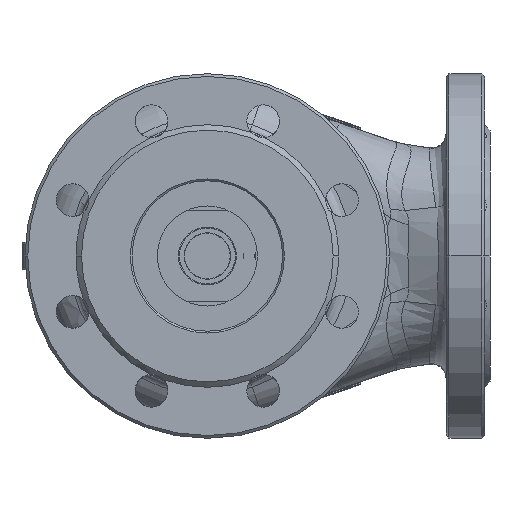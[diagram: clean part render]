
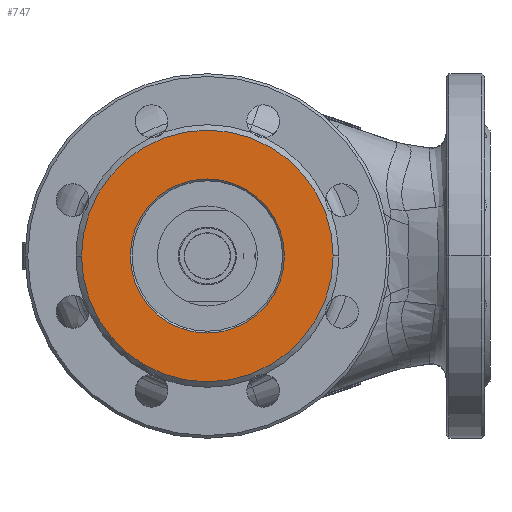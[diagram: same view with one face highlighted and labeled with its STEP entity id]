
A CAD part, front view. The second image highlights one B-rep face of the part: STEP entity #747.
In plain terms, the highlighted planar face has unit normal (0, -1, 0).
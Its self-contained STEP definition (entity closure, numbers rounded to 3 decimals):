
#442 = DIRECTION ( 'NONE',  ( -1., 0., 0. ) ) ;
#747 = ADVANCED_FACE ( 'NONE', ( #45574, #67117 ), #51933, .F. ) ;
#1315 = EDGE_CURVE ( 'NONE', #80017, #19248, #39176, .T. ) ;
#3076 = CARTESIAN_POINT ( 'NONE',  ( 69., -99.4, 0. ) ) ;
#3144 = DIRECTION ( 'NONE',  ( 0., 1., 0. ) ) ;
#3490 = DIRECTION ( 'NONE',  ( -1., 0., 0. ) ) ;
#7515 = CARTESIAN_POINT ( 'NONE',  ( 0., -99.4, 42.25 ) ) ;
#19248 = VERTEX_POINT ( 'NONE', #7515 ) ;
#19341 = CARTESIAN_POINT ( 'NONE',  ( 0., -99.4, 0. ) ) ;
#21529 = CARTESIAN_POINT ( 'NONE',  ( 0., -99.4, 0. ) ) ;
#27437 = DIRECTION ( 'NONE',  ( 0., 0., -1. ) ) ;
#27557 = EDGE_LOOP ( 'NONE', ( #77741, #76652 ) ) ;
#29636 = DIRECTION ( 'NONE',  ( 0., 0., -1. ) ) ;
#30444 = EDGE_CURVE ( 'NONE', #19248, #80017, #57109, .T. ) ;
#31102 = AXIS2_PLACEMENT_3D ( 'NONE', #21529, #78057, #29636 ) ;
#31255 = AXIS2_PLACEMENT_3D ( 'NONE', #45144, #101694, #53285 ) ;
#33372 = EDGE_CURVE ( 'NONE', #96748, #77913, #65660, .T. ) ;
#37286 = EDGE_CURVE ( 'NONE', #77913, #96748, #50019, .T. ) ;
#38580 = ORIENTED_EDGE ( 'NONE', *, *, #1315, .T. ) ;
#39176 = CIRCLE ( 'NONE', #103490, 42.25 ) ;
#45144 = CARTESIAN_POINT ( 'NONE',  ( 0., -99.4, 0. ) ) ;
#45574 = FACE_BOUND ( 'NONE', #79900, .T. ) ;
#48900 = DIRECTION ( 'NONE',  ( 0., 1., 0. ) ) ;
#50019 = CIRCLE ( 'NONE', #90405, 69. ) ;
#51933 = PLANE ( 'NONE',  #78416 ) ;
#53285 = DIRECTION ( 'NONE',  ( -1., 0., 0. ) ) ;
#57109 = CIRCLE ( 'NONE', #31102, 42.25 ) ;
#65660 = CIRCLE ( 'NONE', #31255, 69. ) ;
#67117 = FACE_OUTER_BOUND ( 'NONE', #27557, .T. ) ;
#75879 = DIRECTION ( 'NONE',  ( 0., 1., 0. ) ) ;
#76652 = ORIENTED_EDGE ( 'NONE', *, *, #33372, .F. ) ;
#77741 = ORIENTED_EDGE ( 'NONE', *, *, #37286, .F. ) ;
#77913 = VERTEX_POINT ( 'NONE', #90256 ) ;
#78057 = DIRECTION ( 'NONE',  ( 0., 1., 0. ) ) ;
#78416 = AXIS2_PLACEMENT_3D ( 'NONE', #92241, #3144, #3490 ) ;
#79900 = EDGE_LOOP ( 'NONE', ( #96668, #38580 ) ) ;
#80017 = VERTEX_POINT ( 'NONE', #103834 ) ;
#90256 = CARTESIAN_POINT ( 'NONE',  ( -69., -99.4, 0. ) ) ;
#90405 = AXIS2_PLACEMENT_3D ( 'NONE', #97301, #48900, #442 ) ;
#92241 = CARTESIAN_POINT ( 'NONE',  ( 0., -99.4, 0. ) ) ;
#96668 = ORIENTED_EDGE ( 'NONE', *, *, #30444, .T. ) ;
#96748 = VERTEX_POINT ( 'NONE', #3076 ) ;
#97301 = CARTESIAN_POINT ( 'NONE',  ( 0., -99.4, 0. ) ) ;
#101694 = DIRECTION ( 'NONE',  ( 0., 1., 0. ) ) ;
#103490 = AXIS2_PLACEMENT_3D ( 'NONE', #19341, #75879, #27437 ) ;
#103834 = CARTESIAN_POINT ( 'NONE',  ( 0., -99.4, -42.25 ) ) ;
